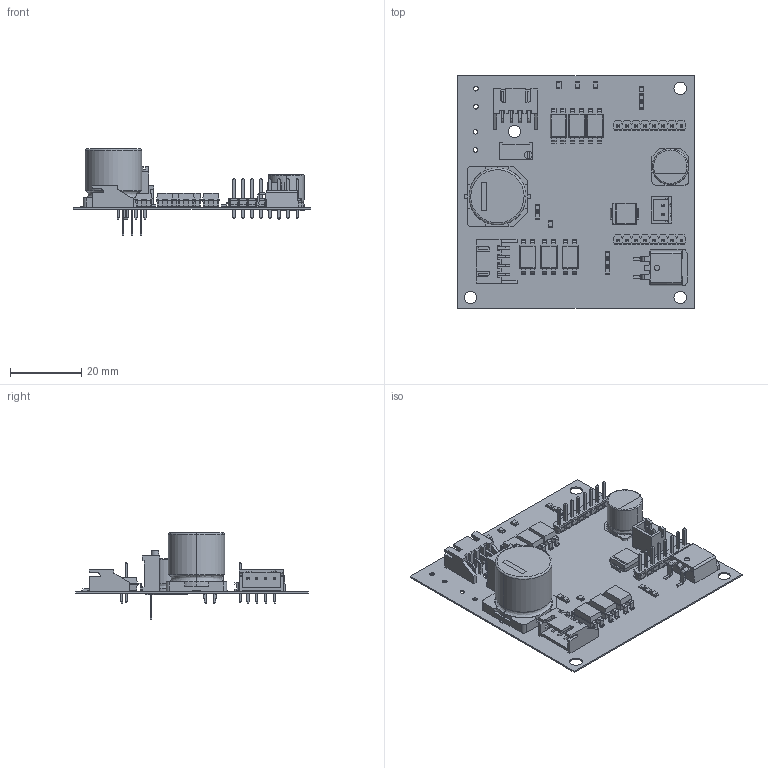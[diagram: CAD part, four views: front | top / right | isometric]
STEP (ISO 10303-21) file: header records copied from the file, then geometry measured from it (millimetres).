
FILE_DESCRIPTION(('Open CASCADE Model'),'2;1');
FILE_NAME('Open CASCADE Shape Model','2024-03-24T14:16:55',('Author'),( 'Open CASCADE'),'Open CASCADE STEP processor 6.8','Open CASCADE 6.8' ,'Unknown');
FILE_SCHEMA(('AUTOMOTIVE_DESIGN { 1 0 10303 214 1 1 1 1 }'));
Length unit declared in the file: millimetre
Products named in the file (44): PCB; Board; Open CASCADE STEP translator 6.8 1.1.1; J3; 6564000640; U7; 6564002240; U6; 6564001920; U5; U4; U3; U2; J7; 6563989280; D13; 6563993120; J5; 6563988800; J4; D3; 6563989040; VR2; 6563988960; Q7; 6563993440; J2; 6564001520; D12; D11; D10; 6563995040; D9; D8; D7; D6; D5; D4; D2; D1 ...
Assembly tree (58 placements, depth 3):
  PCB
    Board
      Open CASCADE STEP translator 6.8 1.1.1
    J3
      6564000640
    U7
      6564002240
    U6
      6564001920
    U5
      6564002240
    U4
      6564001920
    U3
      6564002240
    U2
      6564001920
    J7
      6563989280
    D13
      6563993120
    J5
      6563988800
    J4
      6563988800
    D3
      6563989040
    VR2
      6563988960
    Q7
      6563993440
    J2
      6564001520
    D12
      6563989040
    D11
      6563989040
    D10
      6563995040
    D9
      6563989040
    D8
      6563989040
    D7
      6563989040
    D6
      6563995040
    D5
      6563989040
    D4
      6563989040
    D2
      6563995040
    D1
      6563989040
    C2
      6564001680
    C1
      6563989520
Bounding box: 66.8 x 65.53 x 24.22 mm (x, y, z)
Volume: 8608.9 mm3; surface area: 16999.4 mm2
Topology: 132 solids, 132 shells, 2575 faces, 6553 edges, 4264 vertices
Faces by surface type: plane 2238, cylinder 321, bspline 16
Full cylindrical faces by diameter (mm): 0.51 x3, 0.71 x3, 1 x8, 1.05 x2, 1.1 x16, 1.3 x4, 2.19 x1, 3.5 x4
Entity records: 44033 total; most frequent: CARTESIAN_POINT 7512, ORIENTED_EDGE 6950, DIRECTION 6738, EDGE_CURVE 3475, LINE 2966, VECTOR 2966, VERTEX_POINT 2252, AXIS2_PLACEMENT_3D 1886
